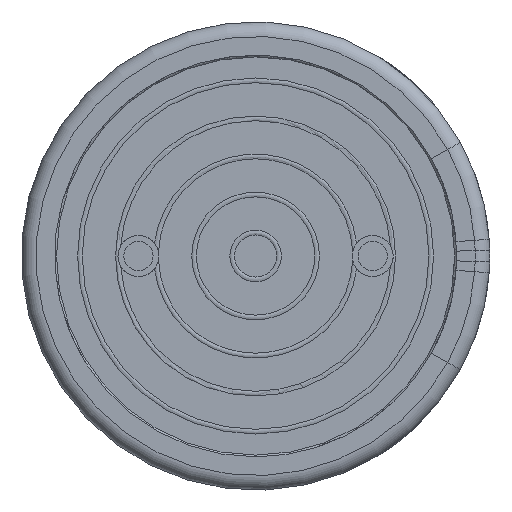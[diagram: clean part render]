
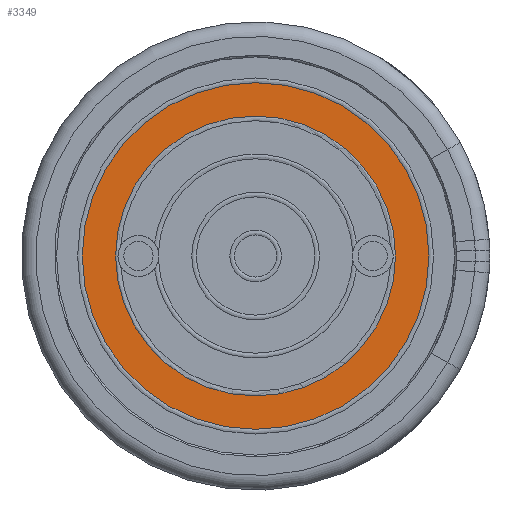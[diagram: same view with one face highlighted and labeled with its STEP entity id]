
A CAD part, front view. The second image highlights one B-rep face of the part: STEP entity #3349.
In plain terms, the highlighted planar face has unit normal (0, -1, 0).
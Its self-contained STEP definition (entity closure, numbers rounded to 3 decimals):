
#44=FACE_BOUND('',#520,.T.);
#240=PLANE('',#3730);
#366=FACE_OUTER_BOUND('',#519,.T.);
#519=EDGE_LOOP('',(#3002,#3003));
#520=EDGE_LOOP('',(#3004,#3005));
#1042=CIRCLE('',#3702,2.96);
#1043=CIRCLE('',#3703,2.96);
#1059=CIRCLE('',#3724,2.39);
#1060=CIRCLE('',#3725,2.39);
#1468=VERTEX_POINT('',#6611);
#1469=VERTEX_POINT('',#6612);
#1483=VERTEX_POINT('',#6651);
#1484=VERTEX_POINT('',#6652);
#1977=EDGE_CURVE('',#1468,#1469,#1042,.T.);
#1978=EDGE_CURVE('',#1469,#1468,#1043,.T.);
#1997=EDGE_CURVE('',#1483,#1484,#1059,.T.);
#1998=EDGE_CURVE('',#1484,#1483,#1060,.T.);
#3002=ORIENTED_EDGE('',*,*,#1977,.T.);
#3003=ORIENTED_EDGE('',*,*,#1978,.T.);
#3004=ORIENTED_EDGE('',*,*,#1997,.T.);
#3005=ORIENTED_EDGE('',*,*,#1998,.T.);
#3349=ADVANCED_FACE('',(#366,#44),#240,.T.);
#3702=AXIS2_PLACEMENT_3D('',#6613,#4525,#4526);
#3703=AXIS2_PLACEMENT_3D('',#6614,#4527,#4528);
#3724=AXIS2_PLACEMENT_3D('',#6653,#4572,#4573);
#3725=AXIS2_PLACEMENT_3D('',#6654,#4574,#4575);
#3730=AXIS2_PLACEMENT_3D('',#6660,#4585,#4586);
#4525=DIRECTION('center_axis',(0.,-1.,0.));
#4526=DIRECTION('ref_axis',(-1.,0.,0.));
#4527=DIRECTION('center_axis',(0.,-1.,0.));
#4528=DIRECTION('ref_axis',(-1.,0.,0.));
#4572=DIRECTION('center_axis',(0.,1.,0.));
#4573=DIRECTION('ref_axis',(-1.,0.,0.));
#4574=DIRECTION('center_axis',(0.,1.,0.));
#4575=DIRECTION('ref_axis',(-1.,0.,0.));
#4585=DIRECTION('center_axis',(0.,-1.,0.));
#4586=DIRECTION('ref_axis',(0.,0.,-1.));
#6611=CARTESIAN_POINT('',(-2.96,0.1,0.));
#6612=CARTESIAN_POINT('',(2.96,0.1,0.));
#6613=CARTESIAN_POINT('Origin',(0.,0.1,0.));
#6614=CARTESIAN_POINT('Origin',(0.,0.1,0.));
#6651=CARTESIAN_POINT('',(-2.39,0.1,0.));
#6652=CARTESIAN_POINT('',(2.39,0.1,0.));
#6653=CARTESIAN_POINT('Origin',(0.,0.1,0.));
#6654=CARTESIAN_POINT('Origin',(0.,0.1,0.));
#6660=CARTESIAN_POINT('Origin',(0.,0.1,0.));
